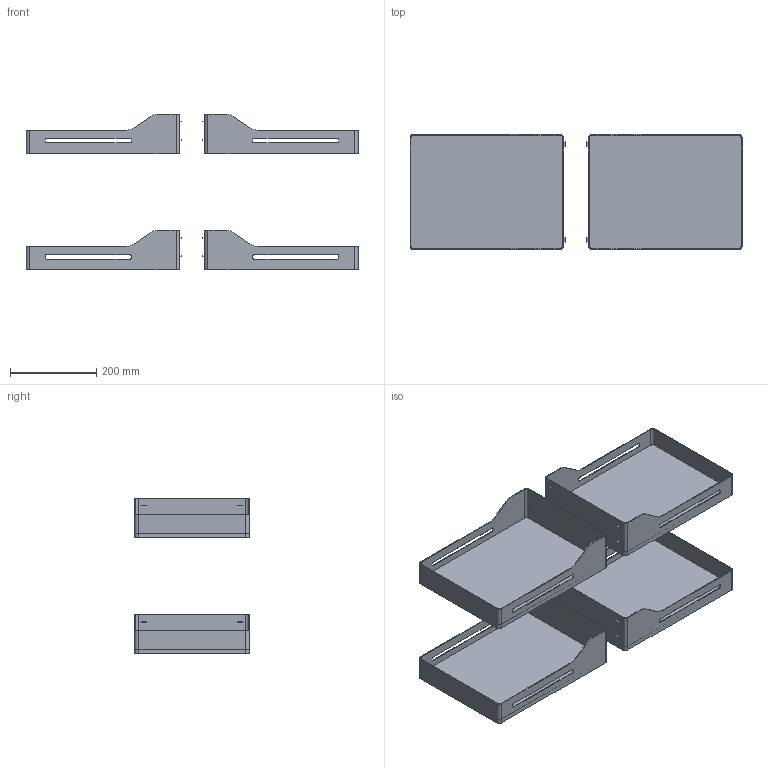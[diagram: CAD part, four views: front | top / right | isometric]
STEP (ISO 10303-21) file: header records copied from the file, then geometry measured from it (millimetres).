
FILE_DESCRIPTION(/* description */ (''),/* implementation_level */ '2;1');
FILE_NAME(/* name */ '3D_500-0185-XX.sat.ipt.stp',/* time_stamp */ '2023-06-20T11:26:13+02:00',/* author */ (''),/* organization */ (''),/* preprocessor_version */ 'ST-DEVELOPER v18.1',/* originating_system */ 'Autodesk Inventor 2021',/* authorisation */ '');
FILE_SCHEMA (('CONFIG_CONTROL_DESIGN'));
Length unit declared in the file: millimetre
Products named in the file (1): 3D_500-0185-XX.sat
Bounding box: 772 x 267 x 362 mm (x, y, z)
Volume: 4349526.2 mm3; surface area: 1357508.1 mm2
Topology: 4 solids, 4 shells, 248 faces, 672 edges, 448 vertices
Faces by surface type: plane 168, cylinder 80
Entity records: 7875 total; most frequent: CARTESIAN_POINT 1369, ORIENTED_EDGE 1344, DIRECTION 1330, EDGE_CURVE 672, LINE 512, VECTOR 512, VERTEX_POINT 448, AXIS2_PLACEMENT_3D 409
